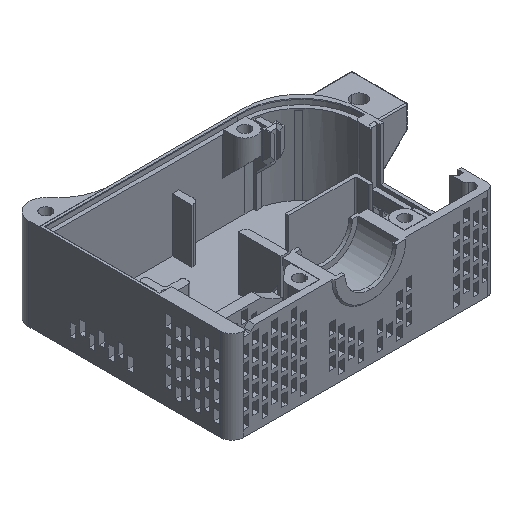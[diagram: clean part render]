
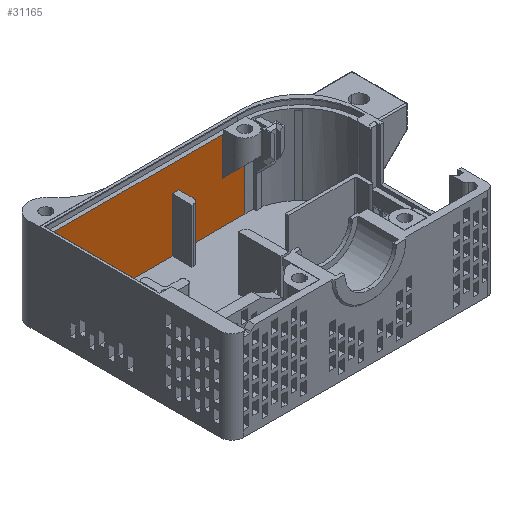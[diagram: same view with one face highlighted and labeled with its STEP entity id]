
A CAD part, isometric view. The second image highlights one B-rep face of the part: STEP entity #31165.
In plain terms, the highlighted planar face has unit normal (0, -1, 0).
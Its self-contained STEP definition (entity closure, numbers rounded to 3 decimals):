
#12 = VECTOR ( 'NONE', #12405, 1000. ) ;
#218 = DIRECTION ( 'NONE',  ( 0., 0., -1. ) ) ;
#561 = FACE_OUTER_BOUND ( 'NONE', #3351, .T. ) ;
#1386 = CARTESIAN_POINT ( 'NONE',  ( 22., 66., -30.3 ) ) ;
#1498 = VERTEX_POINT ( 'NONE', #21513 ) ;
#1721 = CARTESIAN_POINT ( 'NONE',  ( -46.2, 66., 0. ) ) ;
#2441 = VECTOR ( 'NONE', #11155, 1000. ) ;
#2536 = CARTESIAN_POINT ( 'NONE',  ( 14., 66., -15.3 ) ) ;
#2647 = VECTOR ( 'NONE', #16391, 1000. ) ;
#2675 = EDGE_CURVE ( 'NONE', #33163, #5447, #19468, .T. ) ;
#2890 = ORIENTED_EDGE ( 'NONE', *, *, #12255, .T. ) ;
#2930 = VERTEX_POINT ( 'NONE', #1386 ) ;
#3101 = VECTOR ( 'NONE', #33327, 1000. ) ;
#3351 = EDGE_LOOP ( 'NONE', ( #23627, #27456, #8845, #23600, #23088, #2890, #17564, #17514, #32506, #35596 ) ) ;
#3603 = CARTESIAN_POINT ( 'NONE',  ( -1.4, 66., 0. ) ) ;
#4739 = EDGE_CURVE ( 'NONE', #35602, #20952, #29177, .T. ) ;
#5196 = LINE ( 'NONE', #13755, #2647 ) ;
#5337 = VECTOR ( 'NONE', #218, 1000. ) ;
#5447 = VERTEX_POINT ( 'NONE', #12988 ) ;
#5790 = DIRECTION ( 'NONE',  ( 0., 0., -1. ) ) ;
#7244 = CARTESIAN_POINT ( 'NONE',  ( 0., 66., -30.3 ) ) ;
#8845 = ORIENTED_EDGE ( 'NONE', *, *, #24468, .F. ) ;
#8939 = CARTESIAN_POINT ( 'NONE',  ( 0., 66., 0. ) ) ;
#9975 = LINE ( 'NONE', #16046, #3101 ) ;
#10423 = EDGE_CURVE ( 'NONE', #1498, #32634, #25288, .T. ) ;
#10731 = DIRECTION ( 'NONE',  ( 1., 0., 0. ) ) ;
#11155 = DIRECTION ( 'NONE',  ( 0., 0., -1. ) ) ;
#11461 = CARTESIAN_POINT ( 'NONE',  ( 22., 66., -15.3 ) ) ;
#12255 = EDGE_CURVE ( 'NONE', #32476, #15431, #14651, .T. ) ;
#12405 = DIRECTION ( 'NONE',  ( -1., 0., 0. ) ) ;
#12988 = CARTESIAN_POINT ( 'NONE',  ( -3.8, 66., -30.3 ) ) ;
#13543 = EDGE_CURVE ( 'NONE', #33163, #32476, #18914, .T. ) ;
#13598 = CARTESIAN_POINT ( 'NONE',  ( 0., 66., -11.15 ) ) ;
#13755 = CARTESIAN_POINT ( 'NONE',  ( 22., 66., -15.3 ) ) ;
#13803 = VECTOR ( 'NONE', #10731, 1000. ) ;
#14456 = DIRECTION ( 'NONE',  ( 0., 1., 0. ) ) ;
#14651 = LINE ( 'NONE', #3603, #5337 ) ;
#14832 = DIRECTION ( 'NONE',  ( 0., 0., -1. ) ) ;
#15431 = VERTEX_POINT ( 'NONE', #37023 ) ;
#16046 = CARTESIAN_POINT ( 'NONE',  ( 0., 66., -30.3 ) ) ;
#16391 = DIRECTION ( 'NONE',  ( 0., 0., -1. ) ) ;
#17514 = ORIENTED_EDGE ( 'NONE', *, *, #36683, .F. ) ;
#17564 = ORIENTED_EDGE ( 'NONE', *, *, #33690, .F. ) ;
#18094 = LINE ( 'NONE', #7244, #12 ) ;
#18914 = LINE ( 'NONE', #13598, #13803 ) ;
#19468 = LINE ( 'NONE', #22322, #26167 ) ;
#20653 = DIRECTION ( 'NONE',  ( -1., 0., 0. ) ) ;
#20952 = VERTEX_POINT ( 'NONE', #2536 ) ;
#21513 = CARTESIAN_POINT ( 'NONE',  ( -46.2, 66., -30.3 ) ) ;
#21562 = LINE ( 'NONE', #32756, #25706 ) ;
#22322 = CARTESIAN_POINT ( 'NONE',  ( -3.8, 66., 0. ) ) ;
#23010 = PLANE ( 'NONE',  #30261 ) ;
#23088 = ORIENTED_EDGE ( 'NONE', *, *, #13543, .T. ) ;
#23600 = ORIENTED_EDGE ( 'NONE', *, *, #2675, .F. ) ;
#23627 = ORIENTED_EDGE ( 'NONE', *, *, #36509, .F. ) ;
#24057 = VERTEX_POINT ( 'NONE', #32416 ) ;
#24468 = EDGE_CURVE ( 'NONE', #5447, #1498, #18094, .T. ) ;
#25288 = LINE ( 'NONE', #1721, #34322 ) ;
#25706 = VECTOR ( 'NONE', #33130, 1000. ) ;
#25732 = CARTESIAN_POINT ( 'NONE',  ( -46.2, 66., -1.9 ) ) ;
#26167 = VECTOR ( 'NONE', #5790, 1000. ) ;
#26544 = EDGE_CURVE ( 'NONE', #24057, #20952, #28411, .T. ) ;
#27456 = ORIENTED_EDGE ( 'NONE', *, *, #10423, .F. ) ;
#28411 = LINE ( 'NONE', #35060, #2441 ) ;
#29177 = LINE ( 'NONE', #35080, #30590 ) ;
#30261 = AXIS2_PLACEMENT_3D ( 'NONE', #8939, #14456, #14832 ) ;
#30590 = VECTOR ( 'NONE', #20653, 1000. ) ;
#31165 = ADVANCED_FACE ( 'NONE', ( #561 ), #23010, .F. ) ;
#32416 = CARTESIAN_POINT ( 'NONE',  ( 14., 66., -1.9 ) ) ;
#32476 = VERTEX_POINT ( 'NONE', #35616 ) ;
#32506 = ORIENTED_EDGE ( 'NONE', *, *, #4739, .T. ) ;
#32634 = VERTEX_POINT ( 'NONE', #25732 ) ;
#32756 = CARTESIAN_POINT ( 'NONE',  ( 0., 66., -1.9 ) ) ;
#33130 = DIRECTION ( 'NONE',  ( 1., 0., 0. ) ) ;
#33163 = VERTEX_POINT ( 'NONE', #34802 ) ;
#33327 = DIRECTION ( 'NONE',  ( -1., 0., 0. ) ) ;
#33690 = EDGE_CURVE ( 'NONE', #2930, #15431, #9975, .T. ) ;
#34031 = DIRECTION ( 'NONE',  ( 0., 0., 1. ) ) ;
#34322 = VECTOR ( 'NONE', #34031, 1000. ) ;
#34802 = CARTESIAN_POINT ( 'NONE',  ( -3.8, 66., -11.15 ) ) ;
#35060 = CARTESIAN_POINT ( 'NONE',  ( 14., 66., -0.15 ) ) ;
#35080 = CARTESIAN_POINT ( 'NONE',  ( 0., 66., -15.3 ) ) ;
#35596 = ORIENTED_EDGE ( 'NONE', *, *, #26544, .F. ) ;
#35602 = VERTEX_POINT ( 'NONE', #11461 ) ;
#35616 = CARTESIAN_POINT ( 'NONE',  ( -1.4, 66., -11.15 ) ) ;
#36509 = EDGE_CURVE ( 'NONE', #32634, #24057, #21562, .T. ) ;
#36683 = EDGE_CURVE ( 'NONE', #35602, #2930, #5196, .T. ) ;
#37023 = CARTESIAN_POINT ( 'NONE',  ( -1.4, 66., -30.3 ) ) ;
